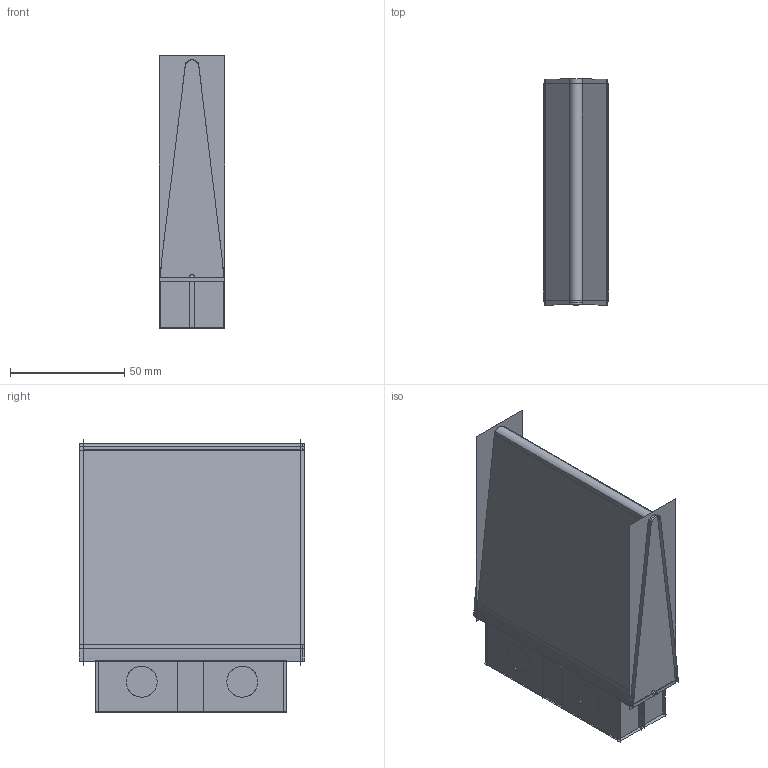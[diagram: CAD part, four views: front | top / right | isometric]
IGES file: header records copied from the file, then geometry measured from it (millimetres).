
Start section:  PTC IGES file: 759-613423.igs
Global section: file name: 759-613423.igs; native system: Pro/ENGINEER by Parametric Technology Corporation; preprocessor: 2005310; author: RCRU51; organization: Unknown; date: 070523.102537; units: millimetre
Bounding box: 28.6 x 98.8 x 119.34 mm (x, y, z)
Surface area: 104982.3 mm2 (no closed solid volume)
Topology: 0 solids, 0 shells, 304 faces, 3756 edges, 4928 vertices
Faces by surface type: revolution 160, bspline 144
